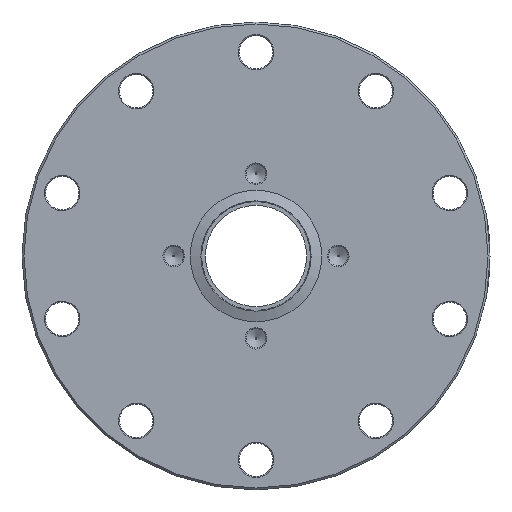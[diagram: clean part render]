
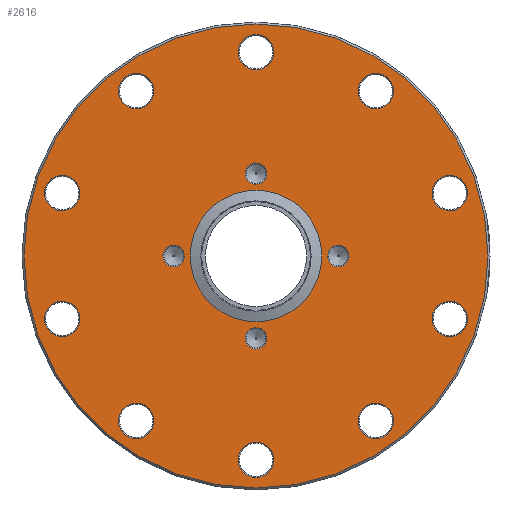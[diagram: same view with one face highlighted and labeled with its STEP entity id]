
A CAD part, front view. The second image highlights one B-rep face of the part: STEP entity #2616.
In plain terms, the highlighted planar face has unit normal (0, -1, 0).
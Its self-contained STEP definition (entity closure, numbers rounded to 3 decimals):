
#243=FACE_BOUND('',#471,.T.);
#244=FACE_BOUND('',#472,.T.);
#245=FACE_BOUND('',#473,.T.);
#246=FACE_BOUND('',#474,.T.);
#247=FACE_BOUND('',#475,.T.);
#248=FACE_BOUND('',#476,.T.);
#249=FACE_BOUND('',#477,.T.);
#250=FACE_BOUND('',#478,.T.);
#251=FACE_BOUND('',#479,.T.);
#252=FACE_BOUND('',#480,.T.);
#253=FACE_BOUND('',#481,.T.);
#254=FACE_BOUND('',#482,.T.);
#255=FACE_BOUND('',#483,.T.);
#256=FACE_BOUND('',#484,.T.);
#257=FACE_BOUND('',#485,.T.);
#281=PLANE('',#2795);
#317=FACE_OUTER_BOUND('',#470,.T.);
#470=EDGE_LOOP('',(#1763));
#471=EDGE_LOOP('',(#1764));
#472=EDGE_LOOP('',(#1765));
#473=EDGE_LOOP('',(#1766));
#474=EDGE_LOOP('',(#1767));
#475=EDGE_LOOP('',(#1768));
#476=EDGE_LOOP('',(#1769));
#477=EDGE_LOOP('',(#1770));
#478=EDGE_LOOP('',(#1771));
#479=EDGE_LOOP('',(#1772));
#480=EDGE_LOOP('',(#1773));
#481=EDGE_LOOP('',(#1774));
#482=EDGE_LOOP('',(#1775));
#483=EDGE_LOOP('',(#1776));
#484=EDGE_LOOP('',(#1777));
#485=EDGE_LOOP('',(#1778));
#966=CIRCLE('',#2792,2.709);
#969=CIRCLE('',#2796,58.25);
#970=CIRCLE('',#2797,2.709);
#971=CIRCLE('',#2798,2.709);
#972=CIRCLE('',#2799,4.45);
#973=CIRCLE('',#2800,4.45);
#974=CIRCLE('',#2801,4.45);
#975=CIRCLE('',#2802,4.45);
#976=CIRCLE('',#2803,4.45);
#977=CIRCLE('',#2804,16.51);
#978=CIRCLE('',#2805,4.45);
#979=CIRCLE('',#2806,4.45);
#980=CIRCLE('',#2807,4.45);
#981=CIRCLE('',#2808,4.45);
#982=CIRCLE('',#2809,4.45);
#983=CIRCLE('',#2810,2.709);
#1079=VERTEX_POINT('',#3587);
#1082=VERTEX_POINT('',#3595);
#1083=VERTEX_POINT('',#3597);
#1084=VERTEX_POINT('',#3599);
#1085=VERTEX_POINT('',#3601);
#1086=VERTEX_POINT('',#3603);
#1087=VERTEX_POINT('',#3605);
#1088=VERTEX_POINT('',#3607);
#1089=VERTEX_POINT('',#3609);
#1090=VERTEX_POINT('',#3611);
#1091=VERTEX_POINT('',#3613);
#1092=VERTEX_POINT('',#3615);
#1093=VERTEX_POINT('',#3617);
#1094=VERTEX_POINT('',#3619);
#1095=VERTEX_POINT('',#3621);
#1096=VERTEX_POINT('',#3623);
#1347=EDGE_CURVE('',#1079,#1079,#966,.T.);
#1351=EDGE_CURVE('',#1082,#1082,#969,.T.);
#1352=EDGE_CURVE('',#1083,#1083,#970,.T.);
#1353=EDGE_CURVE('',#1084,#1084,#971,.T.);
#1354=EDGE_CURVE('',#1085,#1085,#972,.T.);
#1355=EDGE_CURVE('',#1086,#1086,#973,.T.);
#1356=EDGE_CURVE('',#1087,#1087,#974,.T.);
#1357=EDGE_CURVE('',#1088,#1088,#975,.T.);
#1358=EDGE_CURVE('',#1089,#1089,#976,.T.);
#1359=EDGE_CURVE('',#1090,#1090,#977,.T.);
#1360=EDGE_CURVE('',#1091,#1091,#978,.T.);
#1361=EDGE_CURVE('',#1092,#1092,#979,.T.);
#1362=EDGE_CURVE('',#1093,#1093,#980,.T.);
#1363=EDGE_CURVE('',#1094,#1094,#981,.T.);
#1364=EDGE_CURVE('',#1095,#1095,#982,.T.);
#1365=EDGE_CURVE('',#1096,#1096,#983,.T.);
#1763=ORIENTED_EDGE('',*,*,#1351,.F.);
#1764=ORIENTED_EDGE('',*,*,#1352,.F.);
#1765=ORIENTED_EDGE('',*,*,#1353,.F.);
#1766=ORIENTED_EDGE('',*,*,#1354,.F.);
#1767=ORIENTED_EDGE('',*,*,#1355,.F.);
#1768=ORIENTED_EDGE('',*,*,#1356,.F.);
#1769=ORIENTED_EDGE('',*,*,#1357,.F.);
#1770=ORIENTED_EDGE('',*,*,#1358,.F.);
#1771=ORIENTED_EDGE('',*,*,#1359,.T.);
#1772=ORIENTED_EDGE('',*,*,#1360,.F.);
#1773=ORIENTED_EDGE('',*,*,#1361,.F.);
#1774=ORIENTED_EDGE('',*,*,#1362,.F.);
#1775=ORIENTED_EDGE('',*,*,#1363,.F.);
#1776=ORIENTED_EDGE('',*,*,#1364,.F.);
#1777=ORIENTED_EDGE('',*,*,#1365,.F.);
#1778=ORIENTED_EDGE('',*,*,#1347,.F.);
#2616=ADVANCED_FACE('',(#317,#243,#244,#245,#246,#247,#248,#249,#250,#251,
#252,#253,#254,#255,#256,#257),#281,.T.);
#2792=AXIS2_PLACEMENT_3D('',#3588,#3008,#3009);
#2795=AXIS2_PLACEMENT_3D('',#3594,#3015,#3016);
#2796=AXIS2_PLACEMENT_3D('',#3596,#3017,#3018);
#2797=AXIS2_PLACEMENT_3D('',#3598,#3019,#3020);
#2798=AXIS2_PLACEMENT_3D('',#3600,#3021,#3022);
#2799=AXIS2_PLACEMENT_3D('',#3602,#3023,#3024);
#2800=AXIS2_PLACEMENT_3D('',#3604,#3025,#3026);
#2801=AXIS2_PLACEMENT_3D('',#3606,#3027,#3028);
#2802=AXIS2_PLACEMENT_3D('',#3608,#3029,#3030);
#2803=AXIS2_PLACEMENT_3D('',#3610,#3031,#3032);
#2804=AXIS2_PLACEMENT_3D('',#3612,#3033,#3034);
#2805=AXIS2_PLACEMENT_3D('',#3614,#3035,#3036);
#2806=AXIS2_PLACEMENT_3D('',#3616,#3037,#3038);
#2807=AXIS2_PLACEMENT_3D('',#3618,#3039,#3040);
#2808=AXIS2_PLACEMENT_3D('',#3620,#3041,#3042);
#2809=AXIS2_PLACEMENT_3D('',#3622,#3043,#3044);
#2810=AXIS2_PLACEMENT_3D('',#3624,#3045,#3046);
#3008=DIRECTION('center_axis',(0.,-1.,0.));
#3009=DIRECTION('ref_axis',(0.,0.,-1.));
#3015=DIRECTION('center_axis',(0.,-1.,0.));
#3016=DIRECTION('ref_axis',(0.,0.,-1.));
#3017=DIRECTION('center_axis',(0.,1.,0.));
#3018=DIRECTION('ref_axis',(1.,0.,0.));
#3019=DIRECTION('center_axis',(0.,-1.,0.));
#3020=DIRECTION('ref_axis',(1.,0.,0.));
#3021=DIRECTION('center_axis',(0.,-1.,0.));
#3022=DIRECTION('ref_axis',(-1.,0.,0.));
#3023=DIRECTION('center_axis',(0.,-1.,0.));
#3024=DIRECTION('ref_axis',(0.809,0.,0.588));
#3025=DIRECTION('center_axis',(0.,-1.,0.));
#3026=DIRECTION('ref_axis',(-0.309,0.,0.951));
#3027=DIRECTION('center_axis',(0.,-1.,0.));
#3028=DIRECTION('ref_axis',(-1.,0.,0.));
#3029=DIRECTION('center_axis',(0.,-1.,0.));
#3030=DIRECTION('ref_axis',(-0.309,0.,-0.951));
#3031=DIRECTION('center_axis',(0.,-1.,0.));
#3032=DIRECTION('ref_axis',(0.809,0.,-0.588));
#3033=DIRECTION('center_axis',(0.,1.,0.));
#3034=DIRECTION('ref_axis',(1.,0.,0.));
#3035=DIRECTION('center_axis',(0.,-1.,0.));
#3036=DIRECTION('ref_axis',(1.,0.,0.));
#3037=DIRECTION('center_axis',(0.,-1.,0.));
#3038=DIRECTION('ref_axis',(0.309,0.,-0.951));
#3039=DIRECTION('center_axis',(0.,-1.,0.));
#3040=DIRECTION('ref_axis',(-0.809,0.,-0.588));
#3041=DIRECTION('center_axis',(0.,-1.,0.));
#3042=DIRECTION('ref_axis',(-0.809,0.,0.588));
#3043=DIRECTION('center_axis',(0.,-1.,0.));
#3044=DIRECTION('ref_axis',(0.309,0.,0.951));
#3045=DIRECTION('center_axis',(0.,-1.,0.));
#3046=DIRECTION('ref_axis',(0.,0.,1.));
#3587=CARTESIAN_POINT('',(0.,0.,-17.942));
#3588=CARTESIAN_POINT('Origin',(0.,0.,
-20.65));
#3594=CARTESIAN_POINT('Origin',(-58.75,0.,0.));
#3595=CARTESIAN_POINT('',(-58.25,0.,0.));
#3596=CARTESIAN_POINT('Origin',(0.,0.,0.));
#3597=CARTESIAN_POINT('',(17.942,0.,0.));
#3598=CARTESIAN_POINT('Origin',(20.65,0.,0.));
#3599=CARTESIAN_POINT('',(-17.942,0.,0.));
#3600=CARTESIAN_POINT('Origin',(-20.65,0.,0.));
#3601=CARTESIAN_POINT('',(26.465,0.,-43.997));
#3602=CARTESIAN_POINT('Origin',(30.065,0.,-41.381));
#3603=CARTESIAN_POINT('',(50.022,0.,11.574));
#3604=CARTESIAN_POINT('Origin',(48.647,0.,
15.806));
#3605=CARTESIAN_POINT('',(4.45,0.,51.15));
#3606=CARTESIAN_POINT('Origin',(0.,0.,
51.15));
#3607=CARTESIAN_POINT('',(-47.271,0.,20.038));
#3608=CARTESIAN_POINT('Origin',(-48.647,0.,
15.806));
#3609=CARTESIAN_POINT('',(-33.665,0.,-38.766));
#3610=CARTESIAN_POINT('Origin',(-30.065,0.,-41.381));
#3611=CARTESIAN_POINT('',(16.51,0.,0.));
#3612=CARTESIAN_POINT('Origin',(0.,0.,0.));
#3613=CARTESIAN_POINT('',(-4.45,0.,-51.15));
#3614=CARTESIAN_POINT('Origin',(0.,0.,-51.15));
#3615=CARTESIAN_POINT('',(-50.022,0.,-11.574));
#3616=CARTESIAN_POINT('Origin',(-48.647,0.,
-15.806));
#3617=CARTESIAN_POINT('',(-26.465,0.,43.997));
#3618=CARTESIAN_POINT('Origin',(-30.065,0.,41.381));
#3619=CARTESIAN_POINT('',(33.665,0.,38.766));
#3620=CARTESIAN_POINT('Origin',(30.065,0.,41.381));
#3621=CARTESIAN_POINT('',(47.271,0.,-20.038));
#3622=CARTESIAN_POINT('Origin',(48.647,0.,
-15.806));
#3623=CARTESIAN_POINT('',(0.,0.,17.942));
#3624=CARTESIAN_POINT('Origin',(0.,0.,
20.65));
